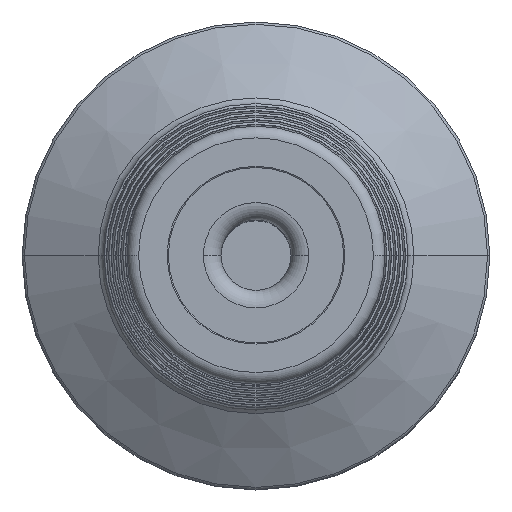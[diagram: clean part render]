
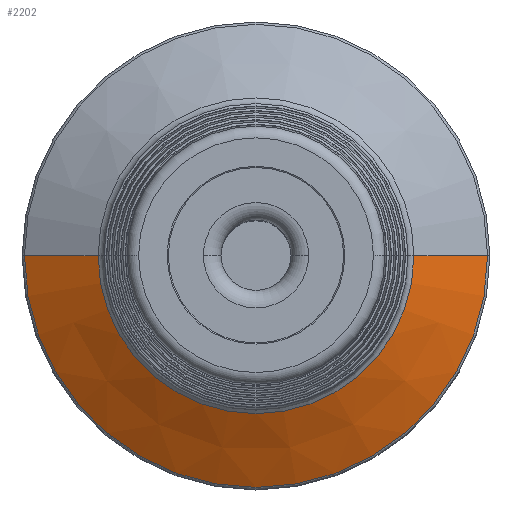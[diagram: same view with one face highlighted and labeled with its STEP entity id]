
A CAD part, top view. The second image highlights one B-rep face of the part: STEP entity #2202.
In plain terms, the highlighted conical face has half-angle 60 degrees and reference radius 16.65 mm.
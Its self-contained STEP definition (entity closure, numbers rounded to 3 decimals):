
#665=CARTESIAN_POINT('',(0.,0.,50.134));
#666=DIRECTION('',(0.,0.,-1.));
#667=DIRECTION('',(1.,0.,0.));
#668=AXIS2_PLACEMENT_3D('',#665,#666,#667);
#681=DIRECTION('',(-0.866,0.,0.5));
#682=VECTOR('',#681,7.275);
#683=CARTESIAN_POINT('',(19.8,0.,46.497));
#684=LINE('',#683,#682);
#688=CARTESIAN_POINT('',(0.,0.,46.497));
#689=DIRECTION('',(0.,0.,-1.));
#690=DIRECTION('',(1.,0.,0.));
#691=AXIS2_PLACEMENT_3D('',#688,#689,#690);
#696=DIRECTION('',(0.866,0.,0.5));
#697=VECTOR('',#696,7.275);
#698=CARTESIAN_POINT('',(-19.8,0.,46.497));
#699=LINE('',#698,#697);
#1411=CARTESIAN_POINT('',(19.8,0.,46.497));
#1412=CARTESIAN_POINT('',(13.5,0.,50.134));
#1413=VERTEX_POINT('',#1411);
#1414=VERTEX_POINT('',#1412);
#1417=CARTESIAN_POINT('',(-19.8,0.,46.497));
#1418=CARTESIAN_POINT('',(-13.5,0.,50.134));
#1419=VERTEX_POINT('',#1417);
#1420=VERTEX_POINT('',#1418);
#2188=CARTESIAN_POINT('',(0.,0.,48.315));
#2189=DIRECTION('',(0.,0.,-1.));
#2190=DIRECTION('',(1.,0.,0.));
#2191=AXIS2_PLACEMENT_3D('',#2188,#2189,#2190);
#2192=CONICAL_SURFACE('',#2191,16.65,60.);
#2194=ORIENTED_EDGE('',*,*,#2193,.F.);
#2196=ORIENTED_EDGE('',*,*,#2195,.T.);
#2198=ORIENTED_EDGE('',*,*,#2197,.T.);
#2199=ORIENTED_EDGE('',*,*,#2181,.F.);
#2200=EDGE_LOOP('',(#2194,#2196,#2198,#2199));
#2201=FACE_OUTER_BOUND('',#2200,.F.);
#2202=ADVANCED_FACE('',(#2201),#2192,.T.);
#669=CIRCLE('',#668,13.5);
#692=CIRCLE('',#691,19.8);
#2181=EDGE_CURVE('',#1414,#1420,#669,.T.);
#2193=EDGE_CURVE('',#1413,#1414,#684,.T.);
#2195=EDGE_CURVE('',#1413,#1419,#692,.T.);
#2197=EDGE_CURVE('',#1419,#1420,#699,.T.);
